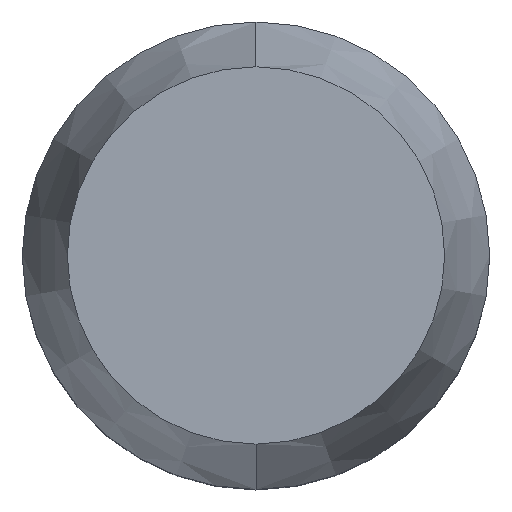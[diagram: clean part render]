
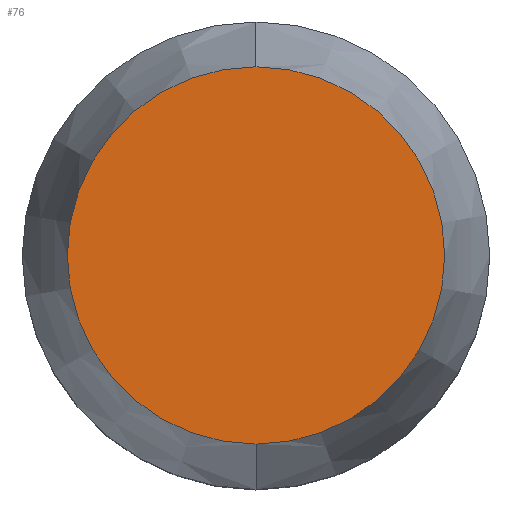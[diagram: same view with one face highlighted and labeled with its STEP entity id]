
A CAD part, top view. The second image highlights one B-rep face of the part: STEP entity #76.
In plain terms, the highlighted planar face has unit normal (0, 0, 1).
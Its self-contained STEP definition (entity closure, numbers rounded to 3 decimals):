
#68=EDGE_CURVE('',#150,#108,#172,.T.);
#76=ADVANCED_FACE('',(#180),#181,.T.);
#100=EDGE_CURVE('',#108,#150,#211,.T.);
#108=VERTEX_POINT('',#219);
#150=VERTEX_POINT('',#266);
#172=CIRCLE('',#279,10.088);
#180=FACE_OUTER_BOUND('',#290,.T.);
#181=PLANE('',#291);
#211=CIRCLE('',#324,10.088);
#219=CARTESIAN_POINT('',(0.,-10.088,25.0));
#266=CARTESIAN_POINT('',(0.,10.088,25.0));
#279=AXIS2_PLACEMENT_3D('',#405,#406,#407);
#290=EDGE_LOOP('',(#413,#414));
#291=AXIS2_PLACEMENT_3D('',#415,#416,#417);
#324=AXIS2_PLACEMENT_3D('',#468,#469,#470);
#405=CARTESIAN_POINT('',(0.,0.,25.0));
#406=DIRECTION('',(0.0,0.0,1.0));
#407=DIRECTION('',(0.,-1.0,0.0));
#413=ORIENTED_EDGE('',*,*,#100,.T.);
#414=ORIENTED_EDGE('',*,*,#68,.T.);
#415=CARTESIAN_POINT('',(0.,-5.044,25.0));
#416=DIRECTION('',(0.0,0.0,1.0));
#417=DIRECTION('',(0.,-1.0,0.0));
#468=CARTESIAN_POINT('',(0.,0.,25.0));
#469=DIRECTION('',(0.0,0.0,1.0));
#470=DIRECTION('',(0.,-1.0,0.0));
